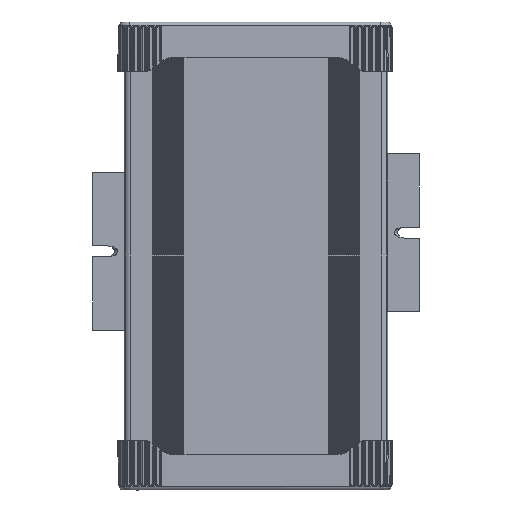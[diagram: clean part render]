
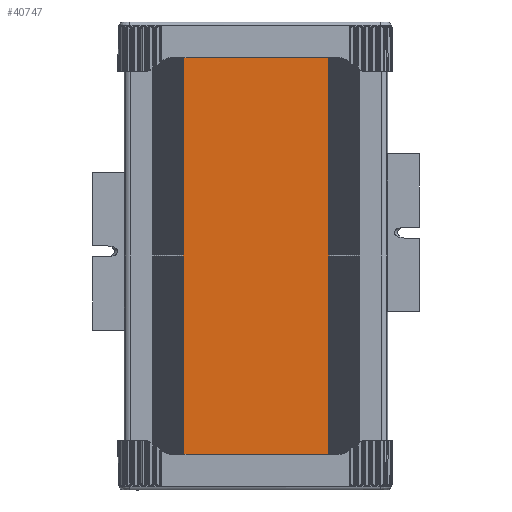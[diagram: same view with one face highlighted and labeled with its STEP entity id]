
A CAD part, front view. The second image highlights one B-rep face of the part: STEP entity #40747.
In plain terms, the highlighted planar face has unit normal (0, -1, 0).
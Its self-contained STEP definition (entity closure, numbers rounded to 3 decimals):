
#1938 = CARTESIAN_POINT ( 'NONE',  ( 37.042, -16.808, 110.25 ) ) ;
#3338 = LINE ( 'NONE', #39416, #52847 ) ;
#3406 = CARTESIAN_POINT ( 'NONE',  ( -36.275, -16.808, 110.25 ) ) ;
#3822 = DIRECTION ( 'NONE',  ( 0., 0., -1. ) ) ;
#6140 = EDGE_CURVE ( 'NONE', #44361, #34571, #3338, .T. ) ;
#6253 = VECTOR ( 'NONE', #3822, 1000. ) ;
#6563 = EDGE_LOOP ( 'NONE', ( #47371, #31182, #40367, #14666 ) ) ;
#10757 = DIRECTION ( 'NONE',  ( 1., 0., 0. ) ) ;
#11276 = EDGE_CURVE ( 'NONE', #17665, #61709, #23271, .T. ) ;
#14666 = ORIENTED_EDGE ( 'NONE', *, *, #51330, .T. ) ;
#17665 = VERTEX_POINT ( 'NONE', #60675 ) ;
#19756 = CARTESIAN_POINT ( 'NONE',  ( 37.042, -16.808, 110.25 ) ) ;
#22589 = DIRECTION ( 'NONE',  ( 0., 0., 1. ) ) ;
#23271 = LINE ( 'NONE', #49164, #59875 ) ;
#23404 = AXIS2_PLACEMENT_3D ( 'NONE', #41711, #51289, #22589 ) ;
#23833 = CARTESIAN_POINT ( 'NONE',  ( 37.042, -16.808, -110.25 ) ) ;
#27261 = PLANE ( 'NONE',  #23404 ) ;
#31182 = ORIENTED_EDGE ( 'NONE', *, *, #51609, .F. ) ;
#32601 = VECTOR ( 'NONE', #48506, 1000. ) ;
#32646 = CARTESIAN_POINT ( 'NONE',  ( -36.275, -16.808, 110.25 ) ) ;
#34149 = LINE ( 'NONE', #19756, #32601 ) ;
#34571 = VERTEX_POINT ( 'NONE', #1938 ) ;
#37039 = FACE_OUTER_BOUND ( 'NONE', #6563, .T. ) ;
#39416 = CARTESIAN_POINT ( 'NONE',  ( -36.275, -16.808, 110.25 ) ) ;
#39682 = DIRECTION ( 'NONE',  ( 1., 0., 0. ) ) ;
#40367 = ORIENTED_EDGE ( 'NONE', *, *, #6140, .F. ) ;
#40747 = ADVANCED_FACE ( 'NONE', ( #37039 ), #27261, .F. ) ;
#41711 = CARTESIAN_POINT ( 'NONE',  ( -36.275, -16.808, 110.25 ) ) ;
#43099 = LINE ( 'NONE', #32646, #6253 ) ;
#44361 = VERTEX_POINT ( 'NONE', #3406 ) ;
#47371 = ORIENTED_EDGE ( 'NONE', *, *, #11276, .T. ) ;
#48506 = DIRECTION ( 'NONE',  ( 0., 0., -1. ) ) ;
#49164 = CARTESIAN_POINT ( 'NONE',  ( -36.275, -16.808, -110.25 ) ) ;
#51289 = DIRECTION ( 'NONE',  ( 0., 1., 0. ) ) ;
#51330 = EDGE_CURVE ( 'NONE', #44361, #17665, #43099, .T. ) ;
#51609 = EDGE_CURVE ( 'NONE', #34571, #61709, #34149, .T. ) ;
#52847 = VECTOR ( 'NONE', #39682, 1000. ) ;
#59875 = VECTOR ( 'NONE', #10757, 1000. ) ;
#60675 = CARTESIAN_POINT ( 'NONE',  ( -36.275, -16.808, -110.25 ) ) ;
#61709 = VERTEX_POINT ( 'NONE', #23833 ) ;
